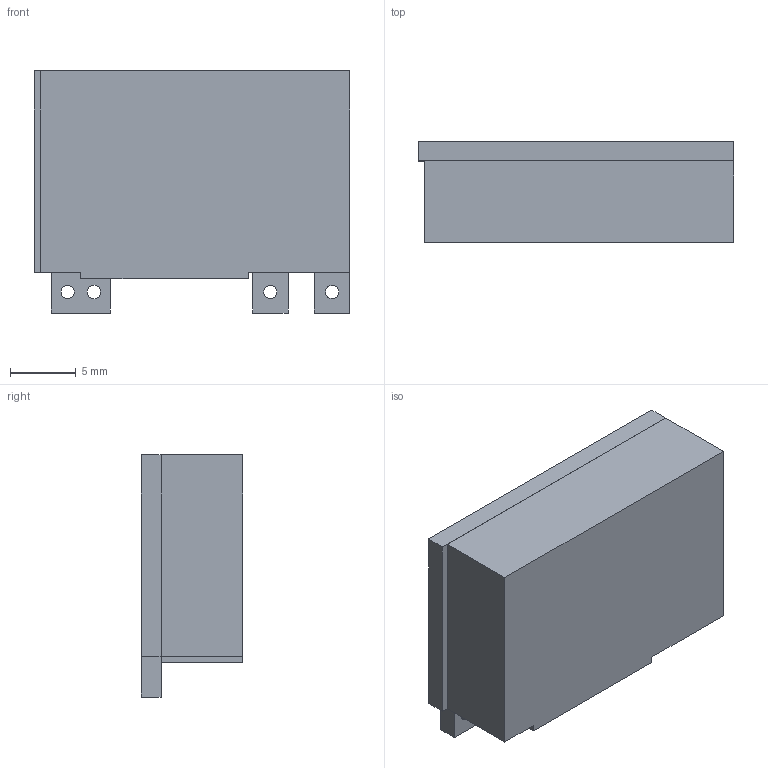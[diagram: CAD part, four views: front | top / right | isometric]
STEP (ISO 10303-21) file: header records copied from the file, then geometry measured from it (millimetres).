
FILE_DESCRIPTION(/* description */ ('STEP AP242','CAx-IF Rec.Pracs.---Representation and Presentation of Product Manufacturing Information (PMI)---4.0---2014-10-13','CAx-IF Rec.Pracs.---3D Tessellated Geometry---0.4---2014-09-14','2;1'),/* implementation_level */ '2;1');
FILE_NAME(/* name */ '633581f6a2ca191473970b69',/* time_stamp */ '2022-09-29T11:31:03+00:00',/* author */ (''),/* organization */ (''),/* preprocessor_version */ 'ST-DEVELOPER v18.102',/* originating_system */ ' ',/* authorisation */ ' ');
FILE_SCHEMA (('AP242_MANAGED_MODEL_BASED_3D_ENGINEERING_MIM_LF { 1 0 10303 442 1 1 4 }'));
Length unit declared in the file: metre
Products named in the file (2): PCB; Parts
Bounding box: 24 x 7.7 x 18.4 mm (x, y, z)
Volume: 2858.5 mm3; surface area: 2171.9 mm2
Topology: 2 solids, 2 shells, 30 faces, 78 edges, 52 vertices
Faces by surface type: plane 25, cylinder 5
Full cylindrical faces by diameter (mm): 1 x4
Entity records: 971 total; most frequent: CARTESIAN_POINT 158, ORIENTED_EDGE 148, DIRECTION 148, EDGE_CURVE 74, LINE 64, VECTOR 64, VERTEX_POINT 52, EDGE_LOOP 42
